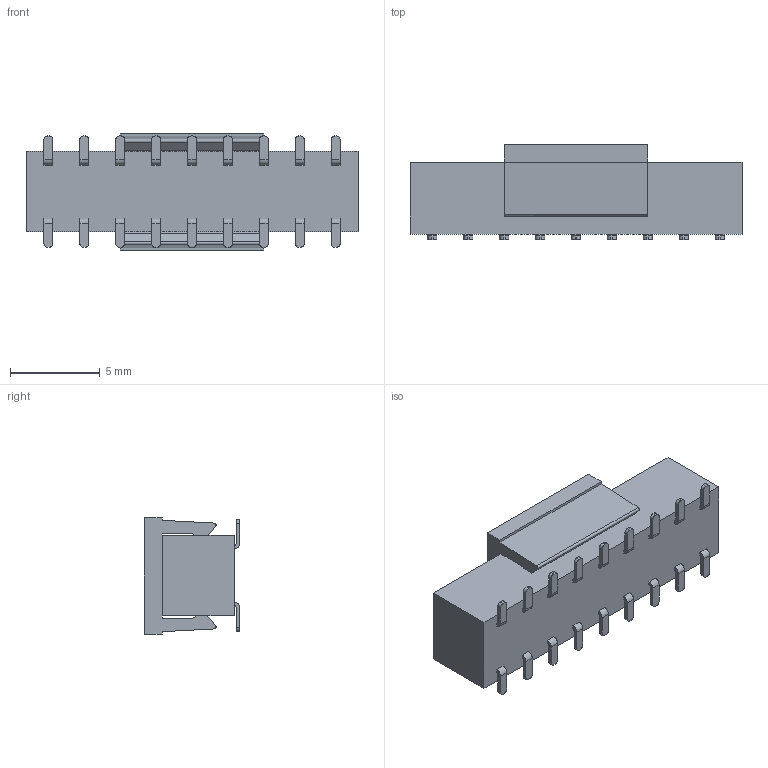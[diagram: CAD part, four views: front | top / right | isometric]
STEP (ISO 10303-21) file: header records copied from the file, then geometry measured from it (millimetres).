
FILE_DESCRIPTION( ('This file contains a STEP AP42 implementation' ,'as created by ZW3D STEP Interface translator.') ,'2;1' );
FILE_NAME( '2240-2XXMXXCUNX1.stp' ,'23 911.14 621', (''), ('ZWCAD Software Co.'), 'Version 1.0', 'ZW3D to STEP translator', '' );
FILE_SCHEMA(('AUTOMOTIVE_DESIGN { 1 0 10303 214 1 1 1 1 }'));
Length unit declared in the file: millimetre
Products named in the file (1): 0
Bounding box: 18.5 x 5.31 x 6.5 mm (x, y, z)
Volume: 335 mm3; surface area: 1174.3 mm2
Topology: 1 solids, 1 shells, 1832 faces, 5376 edges, 3524 vertices
Faces by surface type: plane 1142, cylinder 654, torus 35, bspline 1
Entity records: 66902 total; most frequent: CARTESIAN_POINT 17768, ORIENTED_EDGE 10752, DIRECTION 8498, EDGE_CURVE 5376, VECTOR 3672, LINE 3672, VERTEX_POINT 3524, AXIS2_PLACEMENT_3D 2413
